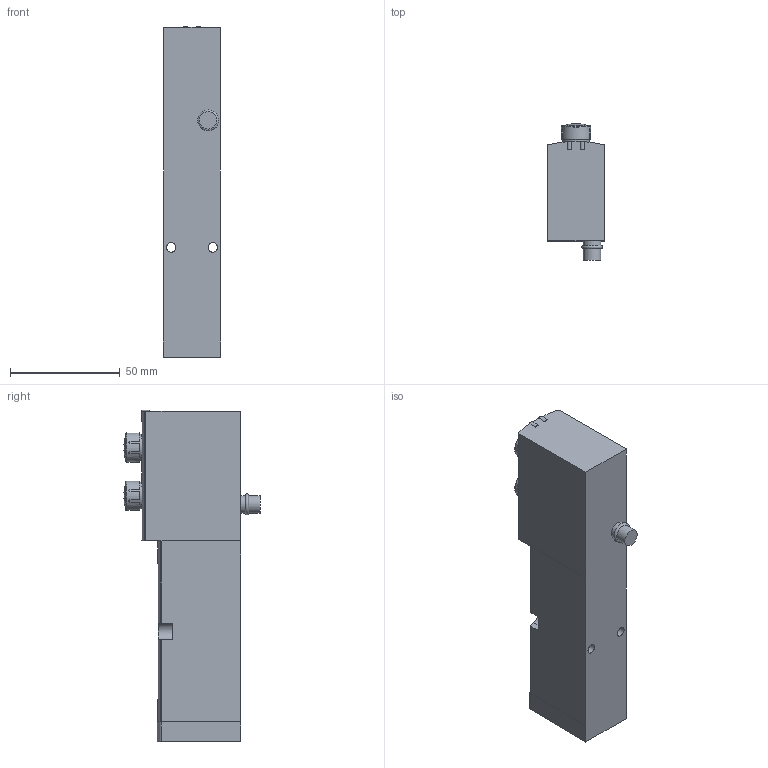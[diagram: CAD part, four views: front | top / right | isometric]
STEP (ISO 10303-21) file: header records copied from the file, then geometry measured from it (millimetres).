
FILE_DESCRIPTION(/* description */ ('STEP AP214'),/* implementation_level */ '2;1');
FILE_NAME(/* name */ '8033048_VSVA-B-P53C-ZH-A1-1T1L',/* time_stamp */ '2024-09-17T08:22:10+02:00',/* author */ ('License CC BY-ND 4.0'),/* organization */ ('CADENAS'),/* preprocessor_version */ 'ST-DEVELOPER v19.3',/* originating_system */ 'PARTsolutions',/* authorisation */ ' ');
FILE_SCHEMA (('AUTOMOTIVE_DESIGN {1 0 10303 214 3 1 1}'));
Length unit declared in the file: millimetre
Products named in the file (3): 8033048 VSVA-B-P53C-ZH-A1-1T1L; 8033048 VSVA-B-P53C-ZH-A1-1T1L---(part); 541010 VAMC-S6-CH
Assembly tree (3 placements, depth 2):
  8033048 VSVA-B-P53C-ZH-A1-1T1L
    8033048 VSVA-B-P53C-ZH-A1-1T1L---(part)
    541010 VAMC-S6-CH  x2
Bounding box: 26.2 x 62.16 x 151.18 mm (x, y, z)
Volume: 157807.8 mm3; surface area: 25478.3 mm2
Topology: 3 solids, 3 shells, 240 faces, 669 edges, 440 vertices
Faces by surface type: plane 130, cylinder 79, cone 16, torus 9, sphere 6
Full cylindrical faces by diameter (mm): 4.3 x2, 8 x2, 11.8 x2, 12 x2, 13.4 x2
Entity records: 6455 total; most frequent: CARTESIAN_POINT 1083, DIRECTION 866, ORIENTED_EDGE 860, EDGE_CURVE 430, AXIS2_PLACEMENT_3D 315, VERTEX_POINT 290, LINE 236, VECTOR 236
